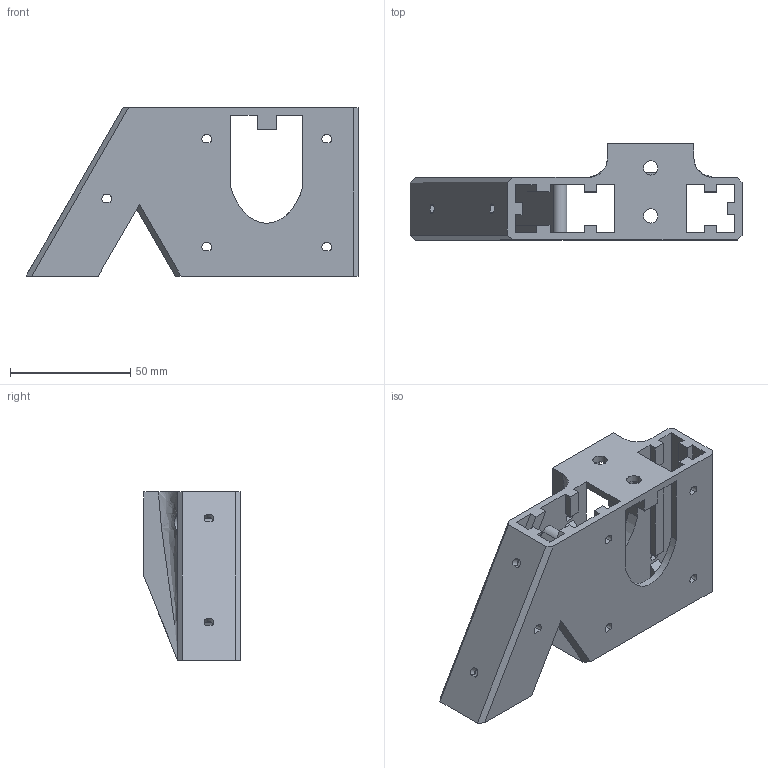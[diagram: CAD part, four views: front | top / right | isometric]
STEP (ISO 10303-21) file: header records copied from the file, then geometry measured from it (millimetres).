
FILE_DESCRIPTION(('FreeCAD Model'),'2;1');
FILE_NAME('UpperNode.step','2016-01-12T12:31:38',('Author'),(''), 'Open CASCADE STEP processor 6.8','FreeCAD','Unknown');
FILE_SCHEMA(('AUTOMOTIVE_DESIGN_CC2 { 1 2 10303 214 -1 1 5 4 }'));
Length unit declared in the file: millimetre
Products named in the file (2): ASSEMBLY; UpperNode
Assembly tree (1 placements, depth 2):
  ASSEMBLY
    UpperNode
Bounding box: 138.24 x 40 x 70 mm (x, y, z)
Volume: 73521 mm3; surface area: 47047 mm2
Topology: 1 solids, 1 shells, 176 faces, 518 edges, 343 vertices
Faces by surface type: plane 154, cylinder 18, bspline 2, extrusion 2
Full cylindrical faces by diameter (mm): 6 x2
Entity records: 14914 total; most frequent: CARTESIAN_POINT 5010, DIRECTION 1649, VECTOR 1201, LINE 1199, ORIENTED_EDGE 1032, PCURVE 1032, DEFINITIONAL_REPRESENTATION 1032, EDGE_CURVE 516
